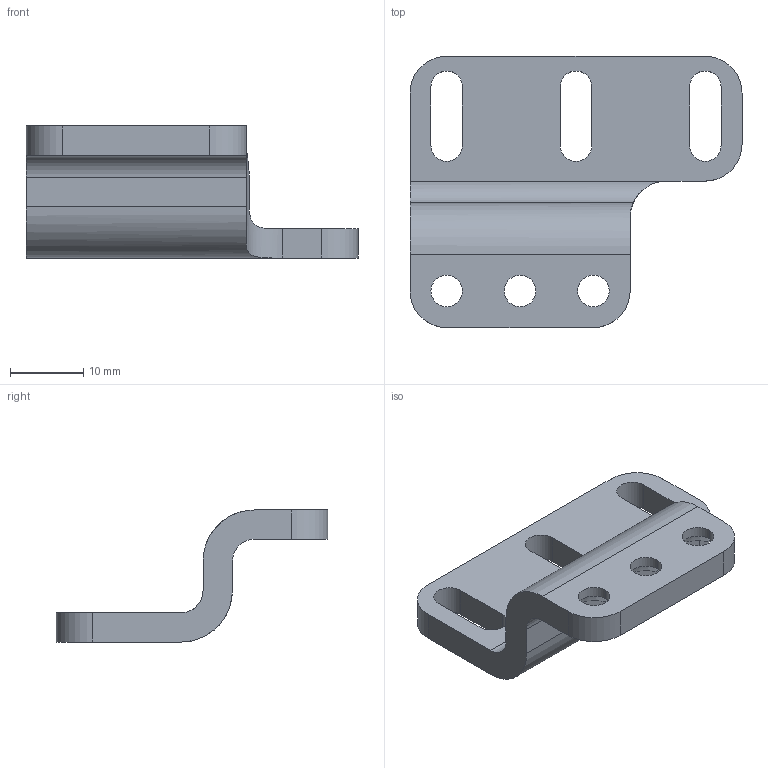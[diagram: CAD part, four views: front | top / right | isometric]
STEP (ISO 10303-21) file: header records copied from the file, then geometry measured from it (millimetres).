
FILE_DESCRIPTION (( 'STEP AP203' ), '1' );
FILE_NAME ('TIT-015-A-Support-capteur-UT.STEP', '2022-05-25T11:44:51', ( '' ), ( '' ), 'SwSTEP 2.0', 'SolidWorks 2016', '' );
FILE_SCHEMA (( 'CONFIG_CONTROL_DESIGN' ));
Length unit declared in the file: millimetre
Products named in the file (1): TIT-015-A-Support-capteur-UT
Bounding box: 45.25 x 37 x 18 mm (x, y, z)
Volume: 5614.2 mm3; surface area: 4067.2 mm2
Topology: 1 solids, 1 shells, 48 faces, 130 edges, 84 vertices
Faces by surface type: cylinder 23, plane 19, cone 6
Entity records: 1665 total; most frequent: CARTESIAN_POINT 314, DIRECTION 274, ORIENTED_EDGE 260, EDGE_CURVE 130, AXIS2_PLACEMENT_3D 98, VERTEX_POINT 84, LINE 78, VECTOR 78
